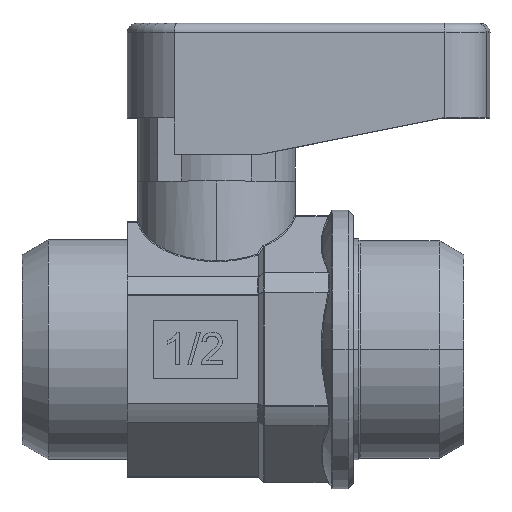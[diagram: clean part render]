
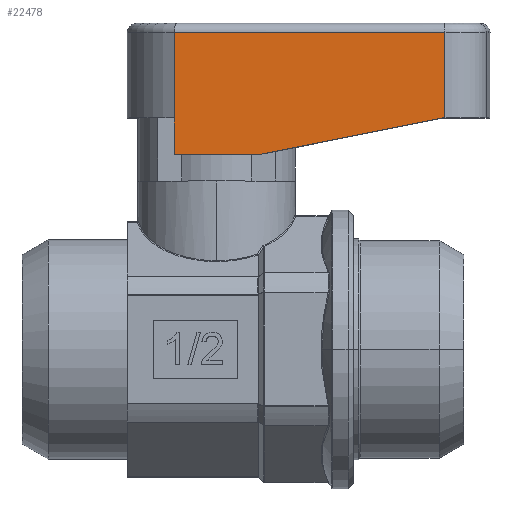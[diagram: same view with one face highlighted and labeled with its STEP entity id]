
A CAD part, top view. The second image highlights one B-rep face of the part: STEP entity #22478.
In plain terms, the highlighted planar face has unit normal (0, 0, 1).
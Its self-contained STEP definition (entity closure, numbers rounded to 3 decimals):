
#1623 = VERTEX_POINT ( 'NONE', #13672 ) ;
#1770 = FACE_OUTER_BOUND ( 'NONE', #20696, .T. ) ;
#2983 = CARTESIAN_POINT ( 'NONE',  ( -4., 22., 7.5 ) ) ;
#2986 = CARTESIAN_POINT ( 'NONE',  ( 4., 18.5, 7.5 ) ) ;
#2992 = CARTESIAN_POINT ( 'NONE',  ( 21.72, 22., 7.5 ) ) ;
#2998 = CARTESIAN_POINT ( 'NONE',  ( 21.72, 30.1, 7.5 ) ) ;
#3013 = CARTESIAN_POINT ( 'NONE',  ( -4., 30.1, 7.5 ) ) ;
#5117 = CARTESIAN_POINT ( 'NONE',  ( -4., 18.5, 7.5 ) ) ;
#6717 = AXIS2_PLACEMENT_3D ( 'NONE', #26878, #26882, #26883 ) ;
#6786 = CARTESIAN_POINT ( 'NONE',  ( -4., 18.5, 7.5 ) ) ;
#6799 = DIRECTION ( 'NONE',  ( 0., 1., 0. ) ) ;
#6810 = DIRECTION ( 'NONE',  ( 0., 1., 0. ) ) ;
#6814 = CARTESIAN_POINT ( 'NONE',  ( 21.72, 18.5, 7.5 ) ) ;
#6819 = CARTESIAN_POINT ( 'NONE',  ( -4., 30.1, 7.5 ) ) ;
#6820 = DIRECTION ( 'NONE',  ( -1., 0., 0. ) ) ;
#6821 = CARTESIAN_POINT ( 'NONE',  ( -4., 18.5, 7.5 ) ) ;
#6823 = DIRECTION ( 'NONE',  ( 0., 1., 0. ) ) ;
#8883 = CARTESIAN_POINT ( 'NONE',  ( 21.5, 22., 7.5 ) ) ;
#8884 = DIRECTION ( 'NONE',  ( 0.981, 0.196, 0. ) ) ;
#9042 = VERTEX_POINT ( 'NONE', #2983 ) ;
#9045 = VERTEX_POINT ( 'NONE', #2986 ) ;
#9051 = VERTEX_POINT ( 'NONE', #2992 ) ;
#9057 = VERTEX_POINT ( 'NONE', #2998 ) ;
#9072 = VERTEX_POINT ( 'NONE', #3013 ) ;
#12525 = VERTEX_POINT ( 'NONE', #5117 ) ;
#12667 = LINE ( 'NONE', #13119, #12670 ) ;
#12670 = VECTOR ( 'NONE', #13120, 1000. ) ;
#12700 = LINE ( 'NONE', #13160, #12702 ) ;
#12702 = VECTOR ( 'NONE', #13161, 1000. ) ;
#13119 = CARTESIAN_POINT ( 'NONE',  ( -4., 18.5, 7.5 ) ) ;
#13120 = DIRECTION ( 'NONE',  ( 1., 0., 0. ) ) ;
#13160 = CARTESIAN_POINT ( 'NONE',  ( 26., 22., 7.5 ) ) ;
#13161 = DIRECTION ( 'NONE',  ( 1., 0., 0. ) ) ;
#13672 = CARTESIAN_POINT ( 'NONE',  ( 21.5, 22., 7.5 ) ) ;
#15173 = ORIENTED_EDGE ( 'NONE', *, *, #19360, .T. ) ;
#15174 = ORIENTED_EDGE ( 'NONE', *, *, #19361, .T. ) ;
#15175 = ORIENTED_EDGE ( 'NONE', *, *, #19362, .F. ) ;
#15176 = ORIENTED_EDGE ( 'NONE', *, *, #19352, .F. ) ;
#15177 = ORIENTED_EDGE ( 'NONE', *, *, #19511, .T. ) ;
#15178 = ORIENTED_EDGE ( 'NONE', *, *, #19345, .T. ) ;
#15179 = ORIENTED_EDGE ( 'NONE', *, *, #19531, .T. ) ;
#18013 = LINE ( 'NONE', #8883, #18016 ) ;
#18016 = VECTOR ( 'NONE', #8884, 1000. ) ;
#18019 = LINE ( 'NONE', #6786, #18029 ) ;
#18029 = VECTOR ( 'NONE', #6799, 1000. ) ;
#18040 = LINE ( 'NONE', #6814, #18042 ) ;
#18041 = LINE ( 'NONE', #6819, #18044 ) ;
#18042 = VECTOR ( 'NONE', #6810, 1000. ) ;
#18043 = LINE ( 'NONE', #6821, #18046 ) ;
#18044 = VECTOR ( 'NONE', #6820, 1000. ) ;
#18046 = VECTOR ( 'NONE', #6823, 1000. ) ;
#19345 = EDGE_CURVE ( 'NONE', #9045, #1623, #18013, .T. ) ;
#19352 = EDGE_CURVE ( 'NONE', #12525, #9042, #18019, .T. ) ;
#19360 = EDGE_CURVE ( 'NONE', #9051, #9057, #18040, .T. ) ;
#19361 = EDGE_CURVE ( 'NONE', #9057, #9072, #18041, .T. ) ;
#19362 = EDGE_CURVE ( 'NONE', #9042, #9072, #18043, .T. ) ;
#19511 = EDGE_CURVE ( 'NONE', #12525, #9045, #12667, .T. ) ;
#19531 = EDGE_CURVE ( 'NONE', #1623, #9051, #12700, .T. ) ;
#20696 = EDGE_LOOP ( 'NONE', ( #15173, #15174, #15175, #15176, #15177, #15178, #15179 ) ) ;
#22478 = ADVANCED_FACE ( 'NONE', ( #1770 ), #26880, .T. ) ;
#26878 = CARTESIAN_POINT ( 'NONE',  ( -4., 18.5, 7.5 ) ) ;
#26880 = PLANE ( 'NONE',  #6717 ) ;
#26882 = DIRECTION ( 'NONE',  ( 0., 0., 1. ) ) ;
#26883 = DIRECTION ( 'NONE',  ( 1., 0., 0. ) ) ;
